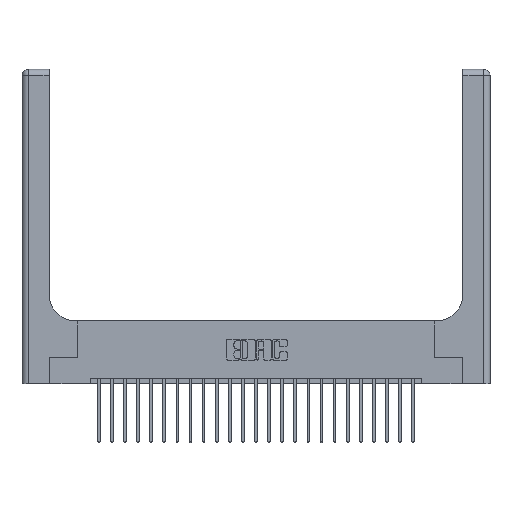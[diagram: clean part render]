
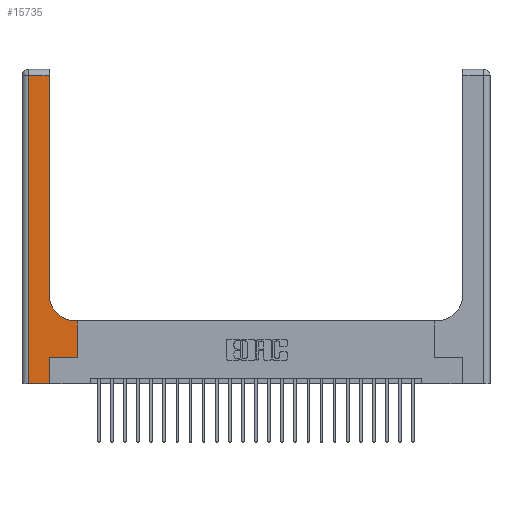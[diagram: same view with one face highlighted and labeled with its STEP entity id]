
A CAD part, top view. The second image highlights one B-rep face of the part: STEP entity #15735.
In plain terms, the highlighted planar face has unit normal (0, 0, 1).
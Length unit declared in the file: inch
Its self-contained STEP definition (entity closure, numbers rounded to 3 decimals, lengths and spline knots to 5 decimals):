
#246 = CARTESIAN_POINT ( 'NONE',  ( 0., 3., 0.37 ) ) ;
#922 = AXIS2_PLACEMENT_3D ( 'NONE', #5533, #16791, #7531 ) ;
#1122 = VERTEX_POINT ( 'NONE', #13257 ) ;
#1526 = CARTESIAN_POINT ( 'NONE',  ( 0.26, 0.6, 0.37 ) ) ;
#1530 = CARTESIAN_POINT ( 'NONE',  ( 0.528, 0.25, 0.37 ) ) ;
#1951 = DIRECTION ( 'NONE',  ( -1., 0., 0. ) ) ;
#1974 = EDGE_CURVE ( 'NONE', #6474, #22799, #13841, .T. ) ;
#2593 = VECTOR ( 'NONE', #18944, 39.37008 ) ;
#3406 = EDGE_CURVE ( 'NONE', #5042, #14894, #16946, .T. ) ;
#3858 = AXIS2_PLACEMENT_3D ( 'NONE', #246, #9474, #1951 ) ;
#3874 = CARTESIAN_POINT ( 'NONE',  ( 0.265, 0.25, 0.37 ) ) ;
#4200 = VECTOR ( 'NONE', #12446, 39.37008 ) ;
#4268 = ORIENTED_EDGE ( 'NONE', *, *, #5665, .T. ) ;
#4272 = VECTOR ( 'NONE', #21904, 39.37008 ) ;
#5042 = VERTEX_POINT ( 'NONE', #1530 ) ;
#5047 = CARTESIAN_POINT ( 'NONE',  ( 0.06, 2.94, 0.37 ) ) ;
#5533 = CARTESIAN_POINT ( 'NONE',  ( 0.51, 0.85, 0.37 ) ) ;
#5665 = EDGE_CURVE ( 'NONE', #22799, #11383, #15731, .T. ) ;
#5781 = VERTEX_POINT ( 'NONE', #3874 ) ;
#6474 = VERTEX_POINT ( 'NONE', #19913 ) ;
#6621 = LINE ( 'NONE', #9985, #12873 ) ;
#6926 = EDGE_LOOP ( 'NONE', ( #4268, #20910, #10893, #17833, #15575, #15126, #18001, #10330, #16489 ) ) ;
#7256 = DIRECTION ( 'NONE',  ( 1., 0., 0. ) ) ;
#7531 = DIRECTION ( 'NONE',  ( 1., 0., 0. ) ) ;
#8078 = DIRECTION ( 'NONE',  ( 0., 1., 0. ) ) ;
#8088 = VECTOR ( 'NONE', #7256, 39.37008 ) ;
#8286 = FACE_OUTER_BOUND ( 'NONE', #6926, .T. ) ;
#8617 = EDGE_CURVE ( 'NONE', #1122, #14609, #19627, .T. ) ;
#8707 = CARTESIAN_POINT ( 'NONE',  ( 0.26, 3., 0.37 ) ) ;
#9038 = VERTEX_POINT ( 'NONE', #5047 ) ;
#9474 = DIRECTION ( 'NONE',  ( 0., 0., -1. ) ) ;
#9613 = CARTESIAN_POINT ( 'NONE',  ( 0.06, 3., 0.37 ) ) ;
#9667 = CARTESIAN_POINT ( 'NONE',  ( 0.265, 0.25, 0.37 ) ) ;
#9828 = CARTESIAN_POINT ( 'NONE',  ( 0.26, 0.85, 0.37 ) ) ;
#9985 = CARTESIAN_POINT ( 'NONE',  ( 0.265, 0., 0.37 ) ) ;
#10330 = ORIENTED_EDGE ( 'NONE', *, *, #21967, .T. ) ;
#10479 = VECTOR ( 'NONE', #16370, 39.37008 ) ;
#10887 = LINE ( 'NONE', #9667, #2593 ) ;
#10893 = ORIENTED_EDGE ( 'NONE', *, *, #21475, .T. ) ;
#11383 = VERTEX_POINT ( 'NONE', #15729 ) ;
#12446 = DIRECTION ( 'NONE',  ( 0., 1., 0. ) ) ;
#12772 = CARTESIAN_POINT ( 'NONE',  ( 0.265, 0., 0.37 ) ) ;
#12873 = VECTOR ( 'NONE', #8078, 39.37008 ) ;
#13257 = CARTESIAN_POINT ( 'NONE',  ( 0.06, 0., 0.37 ) ) ;
#13841 = CIRCLE ( 'NONE', #922, 0.25 ) ;
#14609 = VERTEX_POINT ( 'NONE', #12772 ) ;
#14673 = VECTOR ( 'NONE', #18071, 39.37008 ) ;
#14894 = VERTEX_POINT ( 'NONE', #19581 ) ;
#15101 = LINE ( 'NONE', #23618, #10479 ) ;
#15126 = ORIENTED_EDGE ( 'NONE', *, *, #22127, .T. ) ;
#15575 = ORIENTED_EDGE ( 'NONE', *, *, #22310, .T. ) ;
#15729 = CARTESIAN_POINT ( 'NONE',  ( 0.26, 2.94, 0.37 ) ) ;
#15731 = LINE ( 'NONE', #8707, #4200 ) ;
#15735 = ADVANCED_FACE ( 'NONE', ( #8286 ), #18338, .F. ) ;
#16370 = DIRECTION ( 'NONE',  ( -1., 0., 0. ) ) ;
#16489 = ORIENTED_EDGE ( 'NONE', *, *, #1974, .T. ) ;
#16673 = CARTESIAN_POINT ( 'NONE',  ( 0., 0., 0.37 ) ) ;
#16791 = DIRECTION ( 'NONE',  ( 0., 0., -1. ) ) ;
#16946 = LINE ( 'NONE', #23664, #4272 ) ;
#17833 = ORIENTED_EDGE ( 'NONE', *, *, #8617, .T. ) ;
#18001 = ORIENTED_EDGE ( 'NONE', *, *, #3406, .T. ) ;
#18020 = EDGE_CURVE ( 'NONE', #11383, #9038, #15101, .T. ) ;
#18071 = DIRECTION ( 'NONE',  ( -1., 0., 0. ) ) ;
#18147 = VECTOR ( 'NONE', #22616, 39.37008 ) ;
#18338 = PLANE ( 'NONE',  #3858 ) ;
#18944 = DIRECTION ( 'NONE',  ( 1., 0., 0. ) ) ;
#19581 = CARTESIAN_POINT ( 'NONE',  ( 0.528, 0.6, 0.37 ) ) ;
#19589 = LINE ( 'NONE', #1526, #14673 ) ;
#19627 = LINE ( 'NONE', #16673, #8088 ) ;
#19913 = CARTESIAN_POINT ( 'NONE',  ( 0.51, 0.6, 0.37 ) ) ;
#20910 = ORIENTED_EDGE ( 'NONE', *, *, #18020, .T. ) ;
#21062 = LINE ( 'NONE', #9613, #18147 ) ;
#21475 = EDGE_CURVE ( 'NONE', #9038, #1122, #21062, .T. ) ;
#21904 = DIRECTION ( 'NONE',  ( 0., 1., 0. ) ) ;
#21967 = EDGE_CURVE ( 'NONE', #14894, #6474, #19589, .T. ) ;
#22127 = EDGE_CURVE ( 'NONE', #5781, #5042, #10887, .T. ) ;
#22310 = EDGE_CURVE ( 'NONE', #14609, #5781, #6621, .T. ) ;
#22616 = DIRECTION ( 'NONE',  ( 0., -1., 0. ) ) ;
#22799 = VERTEX_POINT ( 'NONE', #9828 ) ;
#23618 = CARTESIAN_POINT ( 'NONE',  ( 0., 2.94, 0.37 ) ) ;
#23664 = CARTESIAN_POINT ( 'NONE',  ( 0.528, 0.25, 0.37 ) ) ;
